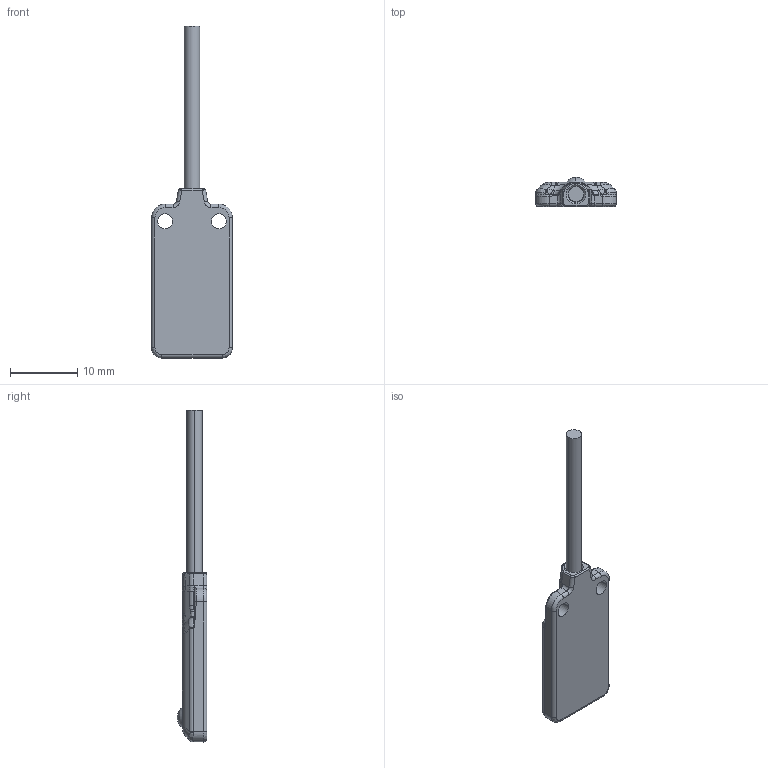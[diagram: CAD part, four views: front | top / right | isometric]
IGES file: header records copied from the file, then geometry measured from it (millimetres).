
Start section:  PTC IGES file: 149855.igs
Global section: file name: 149855.igs; native system: Pro/ENGINEER by Parametric Technology Corporation; preprocessor: 2009141; author: banengservice; organization: Unknown; date: 20100507.141856; units: inch
Bounding box: 11.99 x 4.39 x 49.23 mm (x, y, z)
Volume: 984.1 mm3; surface area: 958.9 mm2
Topology: 1 solids, 2 shells, 182 faces, 435 edges, 253 vertices
Faces by surface type: bspline 91, revolution 91
